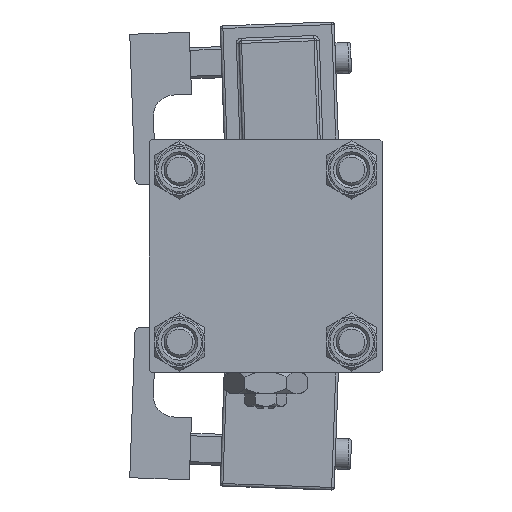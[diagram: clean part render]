
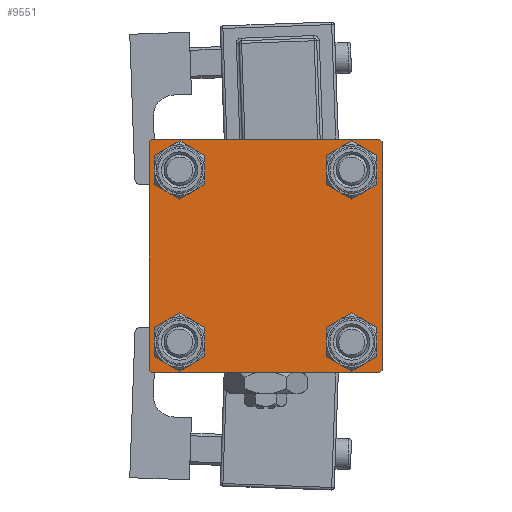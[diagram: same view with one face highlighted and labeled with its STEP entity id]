
A CAD part, left-side view. The second image highlights one B-rep face of the part: STEP entity #9551.
In plain terms, the highlighted planar face has unit normal (-1, 0, 0).
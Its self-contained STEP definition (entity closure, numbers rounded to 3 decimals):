
#50 = CARTESIAN_POINT ( 'NONE',  ( 0., 22.5, -22. ) ) ;
#1011 = DIRECTION ( 'NONE',  ( 0., 0., 1. ) ) ;
#1606 = VECTOR ( 'NONE', #19300, 1000. ) ;
#2099 = CARTESIAN_POINT ( 'NONE',  ( 0., 22.5, 22.5 ) ) ;
#2264 = CARTESIAN_POINT ( 'NONE',  ( 0., 16.6, -16.6 ) ) ;
#3401 = CARTESIAN_POINT ( 'NONE',  ( 0., -22.5, 22. ) ) ;
#3923 = LINE ( 'NONE', #8993, #41461 ) ;
#4331 = LINE ( 'NONE', #21541, #45763 ) ;
#5472 = EDGE_CURVE ( 'NONE', #39706, #39490, #39403, .T. ) ;
#5575 = CARTESIAN_POINT ( 'NONE',  ( 0., 22.5, 22. ) ) ;
#5756 = EDGE_CURVE ( 'NONE', #13893, #14255, #31723, .T. ) ;
#6644 = ORIENTED_EDGE ( 'NONE', *, *, #34733, .T. ) ;
#6652 = AXIS2_PLACEMENT_3D ( 'NONE', #14801, #44176, #1011 ) ;
#6810 = ORIENTED_EDGE ( 'NONE', *, *, #41810, .T. ) ;
#7374 = VERTEX_POINT ( 'NONE', #17314 ) ;
#7385 = CARTESIAN_POINT ( 'NONE',  ( 0., -16.6, -20.1 ) ) ;
#7615 = CARTESIAN_POINT ( 'NONE',  ( 0., 22., -22.5 ) ) ;
#7658 = CARTESIAN_POINT ( 'NONE',  ( 0., -22., -22.5 ) ) ;
#7708 = AXIS2_PLACEMENT_3D ( 'NONE', #48197, #21407, #26775 ) ;
#7993 = CARTESIAN_POINT ( 'NONE',  ( 0., -16.6, 16.6 ) ) ;
#8904 = CARTESIAN_POINT ( 'NONE',  ( 0., 16.6, 16.6 ) ) ;
#8981 = DIRECTION ( 'NONE',  ( 0., -1., 0. ) ) ;
#8993 = CARTESIAN_POINT ( 'NONE',  ( 0., 22.25, 22.25 ) ) ;
#9191 = EDGE_LOOP ( 'NONE', ( #39784, #43023 ) ) ;
#9551 = ADVANCED_FACE ( 'NONE', ( #24737, #33732, #33193, #25286, #50690 ), #21057, .T. ) ;
#9759 = EDGE_LOOP ( 'NONE', ( #23092, #33293 ) ) ;
#9764 = CARTESIAN_POINT ( 'NONE',  ( 0., -22.25, 22.25 ) ) ;
#9890 = ORIENTED_EDGE ( 'NONE', *, *, #13901, .T. ) ;
#10707 = CARTESIAN_POINT ( 'NONE',  ( 0., -16.6, 20.1 ) ) ;
#11265 = AXIS2_PLACEMENT_3D ( 'NONE', #30224, #55327, #29673 ) ;
#12100 = VECTOR ( 'NONE', #45982, 1000. ) ;
#12722 = EDGE_CURVE ( 'NONE', #39175, #41386, #19876, .T. ) ;
#12870 = CARTESIAN_POINT ( 'NONE',  ( 0., -22., 22.5 ) ) ;
#12950 = EDGE_CURVE ( 'NONE', #47597, #49148, #33525, .T. ) ;
#13289 = EDGE_CURVE ( 'NONE', #24290, #41794, #45935, .T. ) ;
#13452 = VECTOR ( 'NONE', #8981, 1000. ) ;
#13532 = ORIENTED_EDGE ( 'NONE', *, *, #5756, .F. ) ;
#13579 = EDGE_LOOP ( 'NONE', ( #45969, #6810 ) ) ;
#13587 = LINE ( 'NONE', #18677, #40575 ) ;
#13695 = CARTESIAN_POINT ( 'NONE',  ( 0., 16.6, 13.1 ) ) ;
#13893 = VERTEX_POINT ( 'NONE', #55805 ) ;
#13901 = EDGE_CURVE ( 'NONE', #50155, #54339, #34935, .T. ) ;
#14255 = VERTEX_POINT ( 'NONE', #12870 ) ;
#14488 = AXIS2_PLACEMENT_3D ( 'NONE', #2264, #20023, #24254 ) ;
#14731 = EDGE_CURVE ( 'NONE', #13893, #47597, #3923, .T. ) ;
#14801 = CARTESIAN_POINT ( 'NONE',  ( 0., -16.6, -16.6 ) ) ;
#15243 = AXIS2_PLACEMENT_3D ( 'NONE', #55734, #42495, #34298 ) ;
#15584 = EDGE_CURVE ( 'NONE', #43656, #7374, #13587, .T. ) ;
#15833 = ORIENTED_EDGE ( 'NONE', *, *, #15584, .F. ) ;
#16012 = AXIS2_PLACEMENT_3D ( 'NONE', #47232, #42200, #16781 ) ;
#16363 = ORIENTED_EDGE ( 'NONE', *, *, #21162, .T. ) ;
#16548 = CIRCLE ( 'NONE', #6652, 3.5 ) ;
#16641 = CIRCLE ( 'NONE', #11265, 3.5 ) ;
#16781 = DIRECTION ( 'NONE',  ( 0., 0., 1. ) ) ;
#17314 = CARTESIAN_POINT ( 'NONE',  ( 0., -22.5, -22. ) ) ;
#18498 = CARTESIAN_POINT ( 'NONE',  ( 0., 16.6, -16.6 ) ) ;
#18677 = CARTESIAN_POINT ( 'NONE',  ( 0., -22.5, 22.5 ) ) ;
#19300 = DIRECTION ( 'NONE',  ( 0., -1., 0. ) ) ;
#19876 = CIRCLE ( 'NONE', #14488, 3.5 ) ;
#20023 = DIRECTION ( 'NONE',  ( 1., 0., 0. ) ) ;
#21057 = PLANE ( 'NONE',  #15243 ) ;
#21162 = EDGE_CURVE ( 'NONE', #43656, #14255, #31218, .T. ) ;
#21407 = DIRECTION ( 'NONE',  ( 1., 0., 0. ) ) ;
#21541 = CARTESIAN_POINT ( 'NONE',  ( 0., -22.25, -22.25 ) ) ;
#21673 = EDGE_CURVE ( 'NONE', #41231, #29787, #16641, .T. ) ;
#21817 = DIRECTION ( 'NONE',  ( 0., 0., 1. ) ) ;
#22746 = DIRECTION ( 'NONE',  ( 0., 0., 1. ) ) ;
#23092 = ORIENTED_EDGE ( 'NONE', *, *, #12722, .T. ) ;
#23660 = EDGE_CURVE ( 'NONE', #41794, #24290, #39239, .T. ) ;
#24254 = DIRECTION ( 'NONE',  ( 0., 0., 1. ) ) ;
#24290 = VERTEX_POINT ( 'NONE', #38679 ) ;
#24466 = CIRCLE ( 'NONE', #42453, 3.5 ) ;
#24737 = FACE_BOUND ( 'NONE', #49348, .T. ) ;
#25286 = FACE_BOUND ( 'NONE', #9191, .T. ) ;
#25914 = CARTESIAN_POINT ( 'NONE',  ( 0., 22.5, -22.5 ) ) ;
#26207 = DIRECTION ( 'NONE',  ( 0., 0.707, -0.707 ) ) ;
#26594 = EDGE_CURVE ( 'NONE', #29787, #41231, #29693, .T. ) ;
#26606 = CARTESIAN_POINT ( 'NONE',  ( 0., 16.6, -13.1 ) ) ;
#26775 = DIRECTION ( 'NONE',  ( 0., 0., 1. ) ) ;
#27515 = DIRECTION ( 'NONE',  ( 0., 0., 1. ) ) ;
#27815 = DIRECTION ( 'NONE',  ( 0., 0.707, 0.707 ) ) ;
#28204 = CARTESIAN_POINT ( 'NONE',  ( 0., -16.6, 13.1 ) ) ;
#29316 = DIRECTION ( 'NONE',  ( 0., 0., -1. ) ) ;
#29673 = DIRECTION ( 'NONE',  ( 0., 0., 1. ) ) ;
#29693 = CIRCLE ( 'NONE', #51296, 3.5 ) ;
#29787 = VERTEX_POINT ( 'NONE', #10707 ) ;
#30224 = CARTESIAN_POINT ( 'NONE',  ( 0., -16.6, 16.6 ) ) ;
#30985 = EDGE_CURVE ( 'NONE', #41386, #39175, #24466, .T. ) ;
#31208 = DIRECTION ( 'NONE',  ( 1., 0., 0. ) ) ;
#31218 = LINE ( 'NONE', #9764, #51612 ) ;
#31518 = VECTOR ( 'NONE', #29316, 1000. ) ;
#31723 = LINE ( 'NONE', #2099, #1606 ) ;
#33193 = FACE_BOUND ( 'NONE', #9759, .T. ) ;
#33293 = ORIENTED_EDGE ( 'NONE', *, *, #30985, .T. ) ;
#33525 = LINE ( 'NONE', #50749, #31518 ) ;
#33732 = FACE_BOUND ( 'NONE', #13579, .T. ) ;
#34298 = DIRECTION ( 'NONE',  ( 0., 0., 1. ) ) ;
#34733 = EDGE_CURVE ( 'NONE', #49148, #50155, #54717, .T. ) ;
#34935 = LINE ( 'NONE', #25914, #13452 ) ;
#35893 = ORIENTED_EDGE ( 'NONE', *, *, #12950, .T. ) ;
#36226 = EDGE_LOOP ( 'NONE', ( #35893, #6644, #9890, #41723, #15833, #16363, #13532, #37271 ) ) ;
#37233 = CARTESIAN_POINT ( 'NONE',  ( 0., 22.25, -22.25 ) ) ;
#37271 = ORIENTED_EDGE ( 'NONE', *, *, #14731, .T. ) ;
#38679 = CARTESIAN_POINT ( 'NONE',  ( 0., 16.6, 20.1 ) ) ;
#38744 = DIRECTION ( 'NONE',  ( 0., -0.707, 0.707 ) ) ;
#39135 = CARTESIAN_POINT ( 'NONE',  ( 0., 16.6, -20.1 ) ) ;
#39175 = VERTEX_POINT ( 'NONE', #26606 ) ;
#39239 = CIRCLE ( 'NONE', #7708, 3.5 ) ;
#39403 = CIRCLE ( 'NONE', #16012, 3.5 ) ;
#39490 = VERTEX_POINT ( 'NONE', #7385 ) ;
#39706 = VERTEX_POINT ( 'NONE', #39807 ) ;
#39784 = ORIENTED_EDGE ( 'NONE', *, *, #13289, .T. ) ;
#39807 = CARTESIAN_POINT ( 'NONE',  ( 0., -16.6, -13.1 ) ) ;
#40007 = ORIENTED_EDGE ( 'NONE', *, *, #26594, .T. ) ;
#40489 = AXIS2_PLACEMENT_3D ( 'NONE', #8904, #31208, #22746 ) ;
#40575 = VECTOR ( 'NONE', #52522, 1000. ) ;
#41231 = VERTEX_POINT ( 'NONE', #28204 ) ;
#41386 = VERTEX_POINT ( 'NONE', #39135 ) ;
#41461 = VECTOR ( 'NONE', #26207, 1000. ) ;
#41723 = ORIENTED_EDGE ( 'NONE', *, *, #54067, .T. ) ;
#41794 = VERTEX_POINT ( 'NONE', #13695 ) ;
#41810 = EDGE_CURVE ( 'NONE', #39490, #39706, #16548, .T. ) ;
#42200 = DIRECTION ( 'NONE',  ( 1., 0., 0. ) ) ;
#42453 = AXIS2_PLACEMENT_3D ( 'NONE', #18498, #53745, #27515 ) ;
#42495 = DIRECTION ( 'NONE',  ( -1., 0., 0. ) ) ;
#43023 = ORIENTED_EDGE ( 'NONE', *, *, #23660, .T. ) ;
#43656 = VERTEX_POINT ( 'NONE', #3401 ) ;
#44176 = DIRECTION ( 'NONE',  ( 1., 0., 0. ) ) ;
#44792 = ORIENTED_EDGE ( 'NONE', *, *, #21673, .T. ) ;
#45763 = VECTOR ( 'NONE', #38744, 1000. ) ;
#45935 = CIRCLE ( 'NONE', #40489, 3.5 ) ;
#45969 = ORIENTED_EDGE ( 'NONE', *, *, #5472, .T. ) ;
#45982 = DIRECTION ( 'NONE',  ( 0., -0.707, -0.707 ) ) ;
#47232 = CARTESIAN_POINT ( 'NONE',  ( 0., -16.6, -16.6 ) ) ;
#47597 = VERTEX_POINT ( 'NONE', #5575 ) ;
#48197 = CARTESIAN_POINT ( 'NONE',  ( 0., 16.6, 16.6 ) ) ;
#49148 = VERTEX_POINT ( 'NONE', #50 ) ;
#49348 = EDGE_LOOP ( 'NONE', ( #40007, #44792 ) ) ;
#50155 = VERTEX_POINT ( 'NONE', #7615 ) ;
#50690 = FACE_OUTER_BOUND ( 'NONE', #36226, .T. ) ;
#50749 = CARTESIAN_POINT ( 'NONE',  ( 0., 22.5, 22.5 ) ) ;
#51296 = AXIS2_PLACEMENT_3D ( 'NONE', #7993, #55114, #21817 ) ;
#51612 = VECTOR ( 'NONE', #27815, 1000. ) ;
#52522 = DIRECTION ( 'NONE',  ( 0., 0., -1. ) ) ;
#53745 = DIRECTION ( 'NONE',  ( 1., 0., 0. ) ) ;
#54067 = EDGE_CURVE ( 'NONE', #54339, #7374, #4331, .T. ) ;
#54339 = VERTEX_POINT ( 'NONE', #7658 ) ;
#54717 = LINE ( 'NONE', #37233, #12100 ) ;
#55114 = DIRECTION ( 'NONE',  ( 1., 0., 0. ) ) ;
#55327 = DIRECTION ( 'NONE',  ( 1., 0., 0. ) ) ;
#55734 = CARTESIAN_POINT ( 'NONE',  ( 0., 0., 0. ) ) ;
#55805 = CARTESIAN_POINT ( 'NONE',  ( 0., 22., 22.5 ) ) ;
